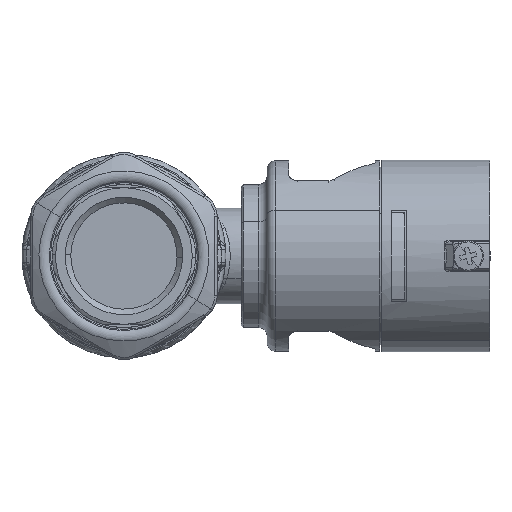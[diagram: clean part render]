
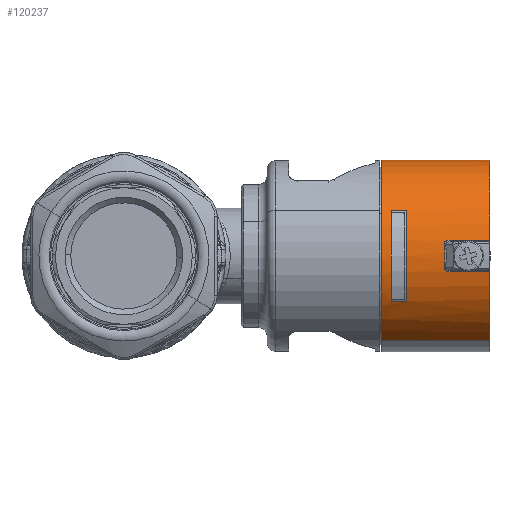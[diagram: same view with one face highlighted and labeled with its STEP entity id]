
A CAD part, left-side view. The second image highlights one B-rep face of the part: STEP entity #120237.
In plain terms, the highlighted cylindrical face has radius 22.1 mm (diameter 44.2 mm), a partial arc.
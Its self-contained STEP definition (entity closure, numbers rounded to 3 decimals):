
#119608=CARTESIAN_POINT('Vertex',(114.513,-61.6,10.5)) ;
#119611=CARTESIAN_POINT('Axis2P3D Location',(133.959,-61.6,0.)) ;
#119615=CARTESIAN_POINT('Vertex',(114.513,-61.6,-10.5)) ;
#119755=CARTESIAN_POINT('Vertex',(144.555,-59.4,19.395)) ;
#119757=CARTESIAN_POINT('Vertex',(123.364,-59.4,-19.395)) ;
#119760=CARTESIAN_POINT('Axis2P3D Location',(133.959,-59.4,0.)) ;
#120016=CARTESIAN_POINT('Axis2P3D Location',(133.959,-71.9,0.)) ;
#120027=CARTESIAN_POINT('Vertex',(123.364,-84.4,-19.395)) ;
#120030=CARTESIAN_POINT('Line Origine',(123.364,-71.9,-19.395)) ;
#120035=CARTESIAN_POINT('Line Origine',(144.555,-71.9,19.395)) ;
#120039=CARTESIAN_POINT('Vertex',(144.555,-84.4,19.395)) ;
#120121=CARTESIAN_POINT('Line Origine',(114.513,-63.4,-10.5)) ;
#120125=CARTESIAN_POINT('Vertex',(114.513,-65.2,-10.5)) ;
#120140=CARTESIAN_POINT('Axis2P3D Location',(133.959,-84.4,0.)) ;
#120144=CARTESIAN_POINT('Vertex',(112.166,-84.4,3.667)) ;
#120147=CARTESIAN_POINT('Axis2P3D Location',(133.959,-84.4,0.)) ;
#120151=CARTESIAN_POINT('Vertex',(112.166,-84.4,-3.667)) ;
#120154=CARTESIAN_POINT('Line Origine',(112.166,-71.9,-3.667)) ;
#120158=CARTESIAN_POINT('Vertex',(112.166,-75.2,-3.667)) ;
#120162=CARTESIAN_POINT('Control Point',(112.166,-75.2,-3.667)) ;
#120163=CARTESIAN_POINT('Control Point',(112.166,-75.004,-3.667)) ;
#120164=CARTESIAN_POINT('Control Point',(112.163,-74.807,-3.648)) ;
#120165=CARTESIAN_POINT('Control Point',(112.156,-74.613,-3.607)) ;
#120166=CARTESIAN_POINT('Control Point',(112.141,-74.351,-3.518)) ;
#120167=CARTESIAN_POINT('Control Point',(112.116,-74.12,-3.358)) ;
#120168=CARTESIAN_POINT('Control Point',(112.109,-74.063,-3.311)) ;
#120169=CARTESIAN_POINT('Control Point',(112.09,-73.935,-3.185)) ;
#120170=CARTESIAN_POINT('Control Point',(112.067,-73.843,-3.021)) ;
#120171=CARTESIAN_POINT('Control Point',(112.052,-73.808,-2.911)) ;
#120172=CARTESIAN_POINT('Control Point',(112.037,-73.802,-2.798)) ;
#120173=CARTESIAN_POINT('Control Point',(112.024,-73.818,-2.689)) ;
#120174=CARTESIAN_POINT('Vertex',(112.024,-73.818,-2.689)) ;
#120178=CARTESIAN_POINT('Control Point',(112.024,-73.818,-2.689)) ;
#120179=CARTESIAN_POINT('Control Point',(111.861,-74.016,-1.361)) ;
#120180=CARTESIAN_POINT('Control Point',(111.803,-74.087,-0.001)) ;
#120181=CARTESIAN_POINT('Control Point',(111.861,-74.016,1.36)) ;
#120182=CARTESIAN_POINT('Control Point',(112.024,-73.818,2.689)) ;
#120183=CARTESIAN_POINT('Vertex',(112.024,-73.818,2.689)) ;
#120187=CARTESIAN_POINT('Control Point',(112.024,-73.818,2.689)) ;
#120188=CARTESIAN_POINT('Control Point',(112.036,-73.803,2.791)) ;
#120189=CARTESIAN_POINT('Control Point',(112.05,-73.807,2.897)) ;
#120190=CARTESIAN_POINT('Control Point',(112.064,-73.837,3.001)) ;
#120191=CARTESIAN_POINT('Control Point',(112.09,-73.932,3.186)) ;
#120192=CARTESIAN_POINT('Control Point',(112.111,-74.076,3.327)) ;
#120193=CARTESIAN_POINT('Control Point',(112.12,-74.155,3.387)) ;
#120194=CARTESIAN_POINT('Control Point',(112.144,-74.398,3.536)) ;
#120195=CARTESIAN_POINT('Control Point',(112.158,-74.666,3.617)) ;
#120196=CARTESIAN_POINT('Control Point',(112.163,-74.843,3.651)) ;
#120197=CARTESIAN_POINT('Control Point',(112.166,-75.022,3.667)) ;
#120198=CARTESIAN_POINT('Control Point',(112.166,-75.2,3.667)) ;
#120199=CARTESIAN_POINT('Vertex',(112.166,-75.2,3.667)) ;
#120202=CARTESIAN_POINT('Line Origine',(112.166,-71.9,3.667)) ;
#120219=CARTESIAN_POINT('Line Origine',(114.513,-71.9,10.5)) ;
#120223=CARTESIAN_POINT('Vertex',(114.513,-65.2,10.5)) ;
#120226=CARTESIAN_POINT('Axis2P3D Location',(133.959,-65.2,0.)) ;
#120032=VECTOR('Line Direction',#120031,1.) ;
#120037=VECTOR('Line Direction',#120036,1.) ;
#120123=VECTOR('Line Direction',#120122,1.) ;
#120156=VECTOR('Line Direction',#120155,1.) ;
#120204=VECTOR('Line Direction',#120203,1.) ;
#120221=VECTOR('Line Direction',#120220,1.) ;
#119612=DIRECTION('Axis2P3D Direction',(0.,1.,0.)) ;
#119761=DIRECTION('Axis2P3D Direction',(0.,1.,0.)) ;
#120017=DIRECTION('Axis2P3D Direction',(0.,1.,0.)) ;
#120018=DIRECTION('Axis2P3D XDirection',(0.479,0.,0.878)) ;
#120031=DIRECTION('Vector Direction',(0.,1.,0.)) ;
#120036=DIRECTION('Vector Direction',(0.,1.,0.)) ;
#120122=DIRECTION('Vector Direction',(0.,-1.,0.)) ;
#120141=DIRECTION('Axis2P3D Direction',(0.,1.,0.)) ;
#120148=DIRECTION('Axis2P3D Direction',(0.,1.,0.)) ;
#120155=DIRECTION('Vector Direction',(0.,1.,0.)) ;
#120203=DIRECTION('Vector Direction',(0.,1.,0.)) ;
#120220=DIRECTION('Vector Direction',(0.,1.,0.)) ;
#120227=DIRECTION('Axis2P3D Direction',(0.,1.,0.)) ;
#119613=AXIS2_PLACEMENT_3D('Circle Axis2P3D',#119611,#119612,$) ;
#119762=AXIS2_PLACEMENT_3D('Circle Axis2P3D',#119760,#119761,$) ;
#120019=AXIS2_PLACEMENT_3D('Cylinder Axis2P3D',#120016,#120017,#120018) ;
#120142=AXIS2_PLACEMENT_3D('Circle Axis2P3D',#120140,#120141,$) ;
#120149=AXIS2_PLACEMENT_3D('Circle Axis2P3D',#120147,#120148,$) ;
#120228=AXIS2_PLACEMENT_3D('Circle Axis2P3D',#120226,#120227,$) ;
#120033=LINE('Line',#120030,#120032) ;
#120038=LINE('Line',#120035,#120037) ;
#120124=LINE('Line',#120121,#120123) ;
#120157=LINE('Line',#120154,#120156) ;
#120205=LINE('Line',#120202,#120204) ;
#120222=LINE('Line',#120219,#120221) ;
#119614=CIRCLE('generated circle',#119613,22.1) ;
#119763=CIRCLE('generated circle',#119762,22.1) ;
#120143=CIRCLE('generated circle',#120142,22.1) ;
#120150=CIRCLE('generated circle',#120149,22.1) ;
#120229=CIRCLE('generated circle',#120228,22.1) ;
#120020=CYLINDRICAL_SURFACE('generated cylinder',#120019,22.1) ;
#120236=FACE_BOUND('',#120231,.T.) ;
#119617=EDGE_CURVE('',#119616,#119609,#119614,.T.) ;
#119764=EDGE_CURVE('',#119758,#119756,#119763,.T.) ;
#120034=EDGE_CURVE('',#120028,#119758,#120033,.T.) ;
#120041=EDGE_CURVE('',#120040,#119756,#120038,.T.) ;
#120127=EDGE_CURVE('',#119616,#120126,#120124,.T.) ;
#120146=EDGE_CURVE('',#120145,#120040,#120143,.T.) ;
#120153=EDGE_CURVE('',#120028,#120152,#120150,.T.) ;
#120160=EDGE_CURVE('',#120159,#120152,#120157,.F.) ;
#120176=EDGE_CURVE('',#120175,#120159,#120161,.F.) ;
#120185=EDGE_CURVE('',#120184,#120175,#120177,.F.) ;
#120201=EDGE_CURVE('',#120200,#120184,#120186,.F.) ;
#120206=EDGE_CURVE('',#120145,#120200,#120205,.T.) ;
#120225=EDGE_CURVE('',#120224,#119609,#120222,.T.) ;
#120230=EDGE_CURVE('',#120224,#120126,#120229,.F.) ;
#120208=ORIENTED_EDGE('',*,*,#120146,.T.) ;
#120209=ORIENTED_EDGE('',*,*,#120041,.T.) ;
#120210=ORIENTED_EDGE('',*,*,#119764,.F.) ;
#120211=ORIENTED_EDGE('',*,*,#120034,.F.) ;
#120212=ORIENTED_EDGE('',*,*,#120153,.T.) ;
#120213=ORIENTED_EDGE('',*,*,#120160,.F.) ;
#120214=ORIENTED_EDGE('',*,*,#120176,.F.) ;
#120215=ORIENTED_EDGE('',*,*,#120185,.F.) ;
#120216=ORIENTED_EDGE('',*,*,#120201,.F.) ;
#120217=ORIENTED_EDGE('',*,*,#120206,.F.) ;
#120232=ORIENTED_EDGE('',*,*,#120225,.F.) ;
#120233=ORIENTED_EDGE('',*,*,#120230,.T.) ;
#120234=ORIENTED_EDGE('',*,*,#120127,.F.) ;
#120235=ORIENTED_EDGE('',*,*,#119617,.T.) ;
#120207=EDGE_LOOP('',(#120208,#120209,#120210,#120211,#120212,#120213,#120214,#120215,#120216,#120217)) ;
#120231=EDGE_LOOP('',(#120232,#120233,#120234,#120235)) ;
#119609=VERTEX_POINT('',#119608) ;
#119616=VERTEX_POINT('',#119615) ;
#119756=VERTEX_POINT('',#119755) ;
#119758=VERTEX_POINT('',#119757) ;
#120028=VERTEX_POINT('',#120027) ;
#120040=VERTEX_POINT('',#120039) ;
#120126=VERTEX_POINT('',#120125) ;
#120145=VERTEX_POINT('',#120144) ;
#120152=VERTEX_POINT('',#120151) ;
#120159=VERTEX_POINT('',#120158) ;
#120175=VERTEX_POINT('',#120174) ;
#120184=VERTEX_POINT('',#120183) ;
#120200=VERTEX_POINT('',#120199) ;
#120224=VERTEX_POINT('',#120223) ;
#120237=ADVANCED_FACE('PartBody',(#120218,#120236),#120020,.T.) ;
#120161=B_SPLINE_CURVE_WITH_KNOTS('',5,(#120162,#120163,#120164,#120165,#120166,#120167,#120168,#120169,#120170,#120171,#120172,#120173),.UNSPECIFIED.,.F.,.U.,(6,3,3,6),(3.67,4.945,5.391,6.017),.UNSPECIFIED.) ;
#120177=B_SPLINE_CURVE_WITH_KNOTS('',4,(#120178,#120179,#120180,#120181,#120182),.UNSPECIFIED.,.F.,.U.,(5,5),(47.079,54.82),.UNSPECIFIED.) ;
#120186=B_SPLINE_CURVE_WITH_KNOTS('',5,(#120187,#120188,#120189,#120190,#120191,#120192,#120193,#120194,#120195,#120196,#120197,#120198),.UNSPECIFIED.,.F.,.U.,(6,3,3,6),(4.067,4.655,5.255,6.414),.UNSPECIFIED.) ;
#120218=FACE_OUTER_BOUND('',#120207,.T.) ;
